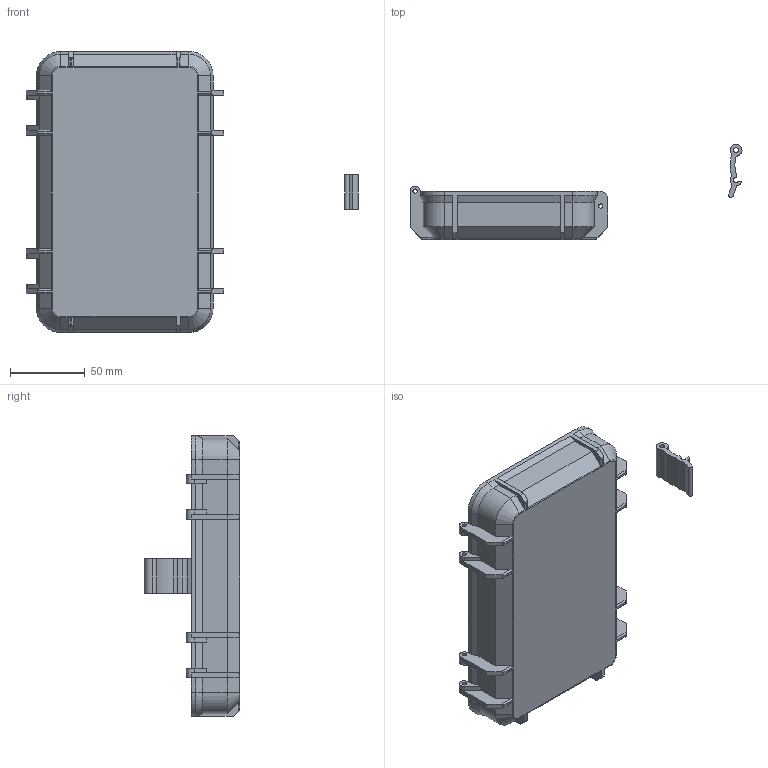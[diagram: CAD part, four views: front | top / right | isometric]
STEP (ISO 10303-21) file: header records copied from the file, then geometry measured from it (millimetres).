
FILE_DESCRIPTION(/* description */ (''),/* implementation_level */ '2;1');
FILE_NAME(/* name */ 'cover_wip_hinge.step',/* time_stamp */ '2023-10-28T17:05:38+02:00',/* author */ (''),/* organization */ (''),/* preprocessor_version */ 'ST-DEVELOPER v20',/* originating_system */ 'Autodesk Translation Framework v12.9.0.99',/* authorisation */ '');
FILE_SCHEMA (('AUTOMOTIVE_DESIGN { 1 0 10303 214 3 1 1 }'));
Length unit declared in the file: millimetre
Products named in the file (3): BoxW_+_Acc_VII_v15; BoxW; Box Latch
Assembly tree (2 placements, depth 2):
  BoxW_+_Acc_VII_v15
    BoxW
    Box Latch
Bounding box: 222.76 x 64 x 188.52 mm (x, y, z)
Volume: 100466.1 mm3; surface area: 84394 mm2
Topology: 2 solids, 2 shells, 254 faces, 701 edges, 454 vertices
Faces by surface type: plane 140, cylinder 98, cone 12, torus 4
Full cylindrical faces by diameter (mm): 2.85 x8, 3.3 x1
Entity records: 8198 total; most frequent: DIRECTION 1431, CARTESIAN_POINT 1414, ORIENTED_EDGE 1402, EDGE_CURVE 701, LINE 489, VECTOR 489, AXIS2_PLACEMENT_3D 471, VERTEX_POINT 454
